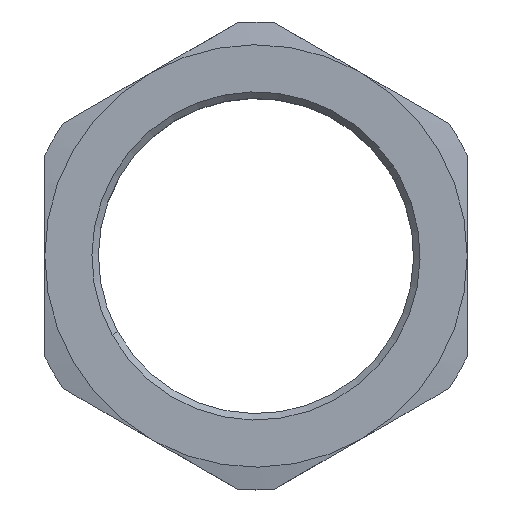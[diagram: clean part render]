
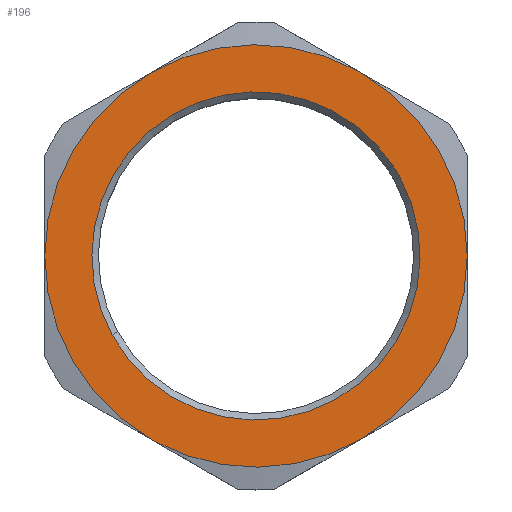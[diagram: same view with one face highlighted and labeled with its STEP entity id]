
A CAD part, top view. The second image highlights one B-rep face of the part: STEP entity #196.
In plain terms, the highlighted planar face has unit normal (0, 0, 1).
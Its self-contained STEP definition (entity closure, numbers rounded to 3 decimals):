
#47=AXIS2_PLACEMENT_3D('Circle Axis2P3D',#45,#46,$) ;
#82=AXIS2_PLACEMENT_3D('Circle Axis2P3D',#80,#81,$) ;
#118=AXIS2_PLACEMENT_3D('Plane Axis2P3D',#115,#116,#117) ;
#122=AXIS2_PLACEMENT_3D('Circle Axis2P3D',#120,#121,$) ;
#129=AXIS2_PLACEMENT_3D('Circle Axis2P3D',#127,#128,$) ;
#136=AXIS2_PLACEMENT_3D('Circle Axis2P3D',#134,#135,$) ;
#143=AXIS2_PLACEMENT_3D('Circle Axis2P3D',#141,#142,$) ;
#150=AXIS2_PLACEMENT_3D('Circle Axis2P3D',#148,#149,$) ;
#157=AXIS2_PLACEMENT_3D('Circle Axis2P3D',#155,#156,$) ;
#172=AXIS2_PLACEMENT_3D('Circle Axis2P3D',#170,#171,$) ;
#181=AXIS2_PLACEMENT_3D('Circle Axis2P3D',#179,#180,$) ;
#188=AXIS2_PLACEMENT_3D('Circle Axis2P3D',#186,#187,$) ;
#40=CARTESIAN_POINT('Vertex',(16.919,7.479,26.)) ;
#45=CARTESIAN_POINT('Axis2P3D Location',(32.5,36.,26.)) ;
#49=CARTESIAN_POINT('Vertex',(16.25,7.854,26.)) ;
#75=CARTESIAN_POINT('Vertex',(48.75,7.854,26.)) ;
#80=CARTESIAN_POINT('Axis2P3D Location',(32.5,36.,26.)) ;
#115=CARTESIAN_POINT('Axis2P3D Location',(32.5,36.,26.)) ;
#120=CARTESIAN_POINT('Axis2P3D Location',(32.5,36.,26.)) ;
#124=CARTESIAN_POINT('Vertex',(65.,36.,26.)) ;
#127=CARTESIAN_POINT('Axis2P3D Location',(32.5,36.,26.)) ;
#131=CARTESIAN_POINT('Vertex',(48.75,64.146,26.)) ;
#134=CARTESIAN_POINT('Axis2P3D Location',(32.5,36.,26.)) ;
#138=CARTESIAN_POINT('Vertex',(48.081,64.521,26.)) ;
#141=CARTESIAN_POINT('Axis2P3D Location',(32.5,36.,26.)) ;
#145=CARTESIAN_POINT('Vertex',(16.25,64.146,26.)) ;
#148=CARTESIAN_POINT('Axis2P3D Location',(32.5,36.,26.)) ;
#152=CARTESIAN_POINT('Vertex',(0.,36.,26.)) ;
#155=CARTESIAN_POINT('Axis2P3D Location',(32.5,36.,26.)) ;
#170=CARTESIAN_POINT('Axis2P3D Location',(32.5,36.,26.)) ;
#174=CARTESIAN_POINT('Vertex',(10.341,23.895,26.)) ;
#176=CARTESIAN_POINT('Vertex',(54.659,48.105,26.)) ;
#179=CARTESIAN_POINT('Axis2P3D Location',(32.5,36.,26.)) ;
#183=CARTESIAN_POINT('Vertex',(53.587,49.889,26.)) ;
#186=CARTESIAN_POINT('Axis2P3D Location',(32.5,36.,26.)) ;
#46=DIRECTION('Axis2P3D Direction',(0.,0.,-1.)) ;
#81=DIRECTION('Axis2P3D Direction',(0.,0.,-1.)) ;
#116=DIRECTION('Axis2P3D Direction',(0.,0.,-1.)) ;
#117=DIRECTION('Axis2P3D XDirection',(0.,1.,0.)) ;
#121=DIRECTION('Axis2P3D Direction',(0.,0.,-1.)) ;
#128=DIRECTION('Axis2P3D Direction',(0.,0.,-1.)) ;
#135=DIRECTION('Axis2P3D Direction',(0.,0.,-1.)) ;
#142=DIRECTION('Axis2P3D Direction',(0.,0.,-1.)) ;
#149=DIRECTION('Axis2P3D Direction',(0.,0.,-1.)) ;
#156=DIRECTION('Axis2P3D Direction',(0.,0.,-1.)) ;
#171=DIRECTION('Axis2P3D Direction',(0.,0.,-1.)) ;
#180=DIRECTION('Axis2P3D Direction',(0.,0.,-1.)) ;
#187=DIRECTION('Axis2P3D Direction',(0.,0.,-1.)) ;
#161=ORIENTED_EDGE('',*,*,#51,.F.) ;
#162=ORIENTED_EDGE('',*,*,#84,.F.) ;
#163=ORIENTED_EDGE('',*,*,#126,.F.) ;
#164=ORIENTED_EDGE('',*,*,#133,.F.) ;
#165=ORIENTED_EDGE('',*,*,#140,.F.) ;
#166=ORIENTED_EDGE('',*,*,#147,.F.) ;
#167=ORIENTED_EDGE('',*,*,#154,.F.) ;
#168=ORIENTED_EDGE('',*,*,#159,.F.) ;
#192=ORIENTED_EDGE('',*,*,#178,.F.) ;
#193=ORIENTED_EDGE('',*,*,#185,.F.) ;
#194=ORIENTED_EDGE('',*,*,#190,.F.) ;
#195=FACE_BOUND('',#191,.T.) ;
#196=ADVANCED_FACE('PartBody',(#169,#195),#119,.F.) ;
#48=CIRCLE('generated circle',#47,32.5) ;
#83=CIRCLE('generated circle',#82,32.5) ;
#123=CIRCLE('generated circle',#122,32.5) ;
#130=CIRCLE('generated circle',#129,32.5) ;
#137=CIRCLE('generated circle',#136,32.5) ;
#144=CIRCLE('generated circle',#143,32.5) ;
#151=CIRCLE('generated circle',#150,32.5) ;
#158=CIRCLE('generated circle',#157,32.5) ;
#173=CIRCLE('generated circle',#172,25.25) ;
#182=CIRCLE('generated circle',#181,25.25) ;
#189=CIRCLE('generated circle',#188,25.25) ;
#51=EDGE_CURVE('',#41,#50,#48,.T.) ;
#84=EDGE_CURVE('',#76,#41,#83,.T.) ;
#126=EDGE_CURVE('',#125,#76,#123,.T.) ;
#133=EDGE_CURVE('',#132,#125,#130,.T.) ;
#140=EDGE_CURVE('',#139,#132,#137,.T.) ;
#147=EDGE_CURVE('',#146,#139,#144,.T.) ;
#154=EDGE_CURVE('',#153,#146,#151,.T.) ;
#159=EDGE_CURVE('',#50,#153,#158,.T.) ;
#178=EDGE_CURVE('',#175,#177,#173,.F.) ;
#185=EDGE_CURVE('',#184,#175,#182,.F.) ;
#190=EDGE_CURVE('',#177,#184,#189,.F.) ;
#160=EDGE_LOOP('',(#161,#162,#163,#164,#165,#166,#167,#168)) ;
#191=EDGE_LOOP('',(#192,#193,#194)) ;
#169=FACE_OUTER_BOUND('',#160,.T.) ;
#119=PLANE('',#118) ;
#41=VERTEX_POINT('',#40) ;
#50=VERTEX_POINT('',#49) ;
#76=VERTEX_POINT('',#75) ;
#125=VERTEX_POINT('',#124) ;
#132=VERTEX_POINT('',#131) ;
#139=VERTEX_POINT('',#138) ;
#146=VERTEX_POINT('',#145) ;
#153=VERTEX_POINT('',#152) ;
#175=VERTEX_POINT('',#174) ;
#177=VERTEX_POINT('',#176) ;
#184=VERTEX_POINT('',#183) ;
